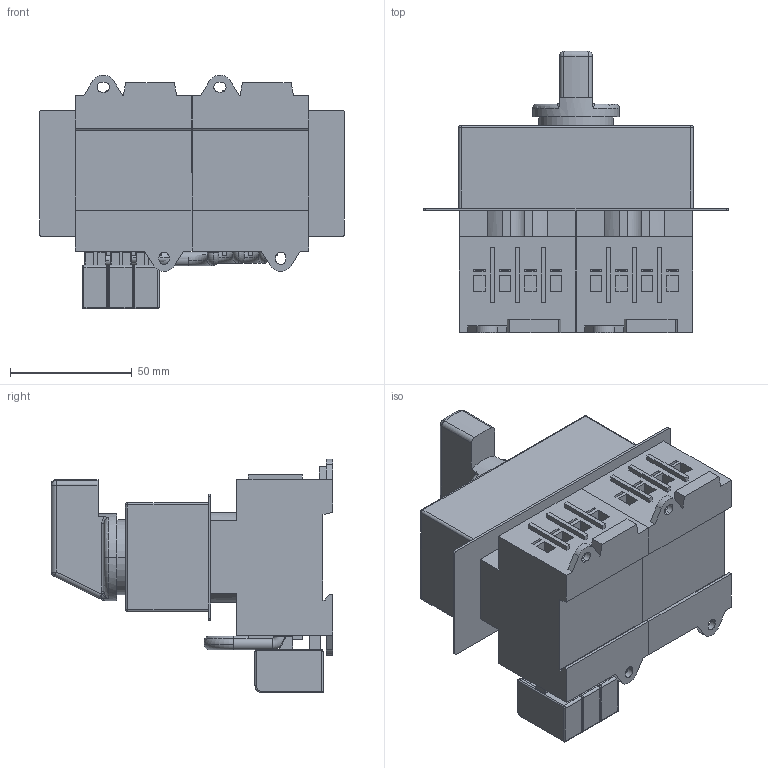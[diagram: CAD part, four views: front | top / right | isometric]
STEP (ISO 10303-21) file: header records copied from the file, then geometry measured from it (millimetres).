
FILE_DESCRIPTION((''),'2;1');
FILE_NAME('004660066_LS32_SMA_A4_2_ASM','2022-01-10T12:00:36',('marketing.praksa'),('Audax d.o.o.'),'CREO PARAMETRIC BY PTC INC, 2021304','CREO PARAMETRIC BY PTC INC, 2021304','');
FILE_SCHEMA(('AP242_MANAGED_MODEL_BASED_3D_ENGINEERING_MIM_LF { 1 0 10303 442 1 1 4 }'));
Length unit declared in the file: millimetre
Products named in the file (11): DRAHTBGEL_UMSCHALT0001_1; G2_64X64_NUR_GRIFF_1; ABDECKUNG_SCHLITZVERTEILER_UM_1; ZUSATZKLEMME_LT_FR0001_1; LTS25_1; PRT9567_1; 64_SCREW_1_1_1; PRT9568_1_1; PRT9568_1_2; PRT9568_1_3; 004660066_LS32_SMA_A4_2_ASM
Assembly tree (33 placements, depth 2):
  004660066_LS32_SMA_A4_2_ASM
    DRAHTBGEL_UMSCHALT0001_1  x3
    G2_64X64_NUR_GRIFF_1
    ABDECKUNG_SCHLITZVERTEILER_UM_1
    ZUSATZKLEMME_LT_FR0001_1  x3
    LTS25_1  x2
    PRT9567_1
    64_SCREW_1_1_1  x19
    PRT9568_1_1
    PRT9568_1_2
    PRT9568_1_3
Bounding box: 125.4 x 115.7 x 96.2 mm (x, y, z)
Volume: 456700.1 mm3; surface area: 103935.6 mm2
Topology: 33 solids, 36 shells, 1824 faces, 4832 edges, 3126 vertices
Faces by surface type: plane 895, cylinder 498, cone 162, torus 116, bspline 96, sphere 57
Entity records: 22677 total; most frequent: CARTESIAN_POINT 4091, DIRECTION 2836, ORIENTED_EDGE 2732, EDGE_CURVE 1366, PRESENTATION_STYLE_ASSIGNMENT 1288, STYLED_ITEM 1288, CURVE_STYLE 1151, AXIS2_PLACEMENT_3D 980
